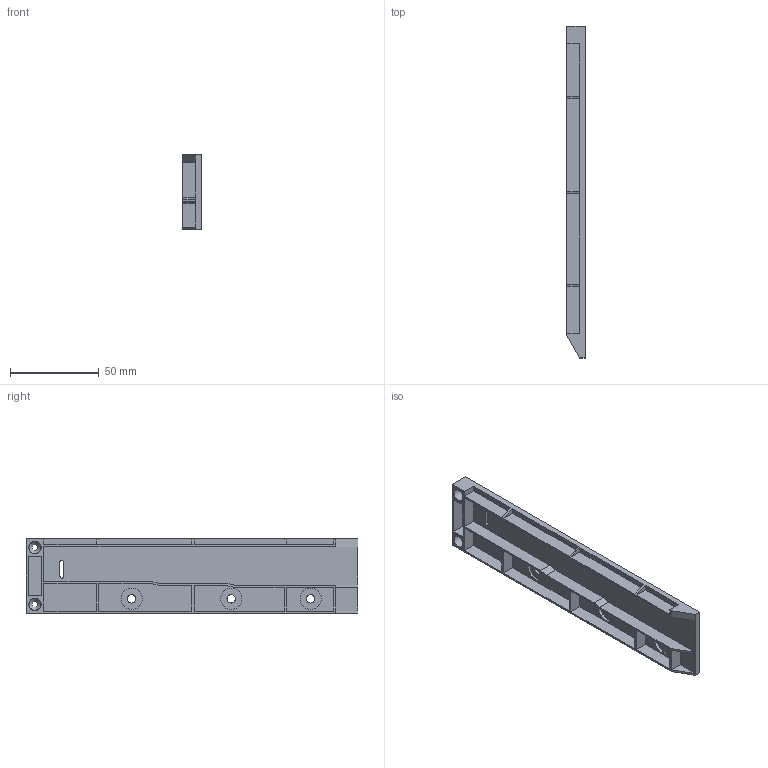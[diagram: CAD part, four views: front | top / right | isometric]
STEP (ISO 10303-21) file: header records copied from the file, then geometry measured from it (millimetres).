
FILE_DESCRIPTION(/* description */ ('STEP AP242 Edition 2','CAx-IF Rec.Pracs.---Representation and Presentation of Product Manufacturing Information (PMI)---4.0---2014-10-13','CAx-IF Rec.Pracs.---3D Tessellated Geometry---0.4---2014-09-14','2;1','CAx-IF Rec.Pracs.---User Defined Attributes---1.5---2016-08-15'),/* implementation_level */ '2;1');
FILE_NAME(/* name */ 'SGI Octane Drive Caddy - Side Rail',/* time_stamp */ '2026-01-03T02:18:23Z',/* author */ (''),/* organization */ (''),/* preprocessor_version */ 'ST-DEVELOPER v20',/* originating_system */ 'ONSHAPE BY PTC INC, 1.208',/* authorisation */ ' ');
FILE_SCHEMA (('AP242_MANAGED_MODEL_BASED_3D_ENGINEERING_MIM_LF { 1 0 10303 442 3 1 4 }'));
Length unit declared in the file: metre
Products named in the file (1): Side Rail
Bounding box: 10.5 x 187 x 42 mm (x, y, z)
Volume: 31540.3 mm3; surface area: 27273.8 mm2
Topology: 1 solids, 1 shells, 103 faces, 240 edges, 152 vertices
Faces by surface type: plane 79, cylinder 15, cone 5, bspline 4
Full cylindrical faces by diameter (mm): 3.4 x2, 4.8 x3, 7 x2, 12 x3, 14 x3
Entity records: 3100 total; most frequent: CARTESIAN_POINT 804, DIRECTION 440, ORIENTED_EDGE 438, EDGE_CURVE 219, LINE 174, VECTOR 174, VERTEX_POINT 149, EDGE_LOOP 146
